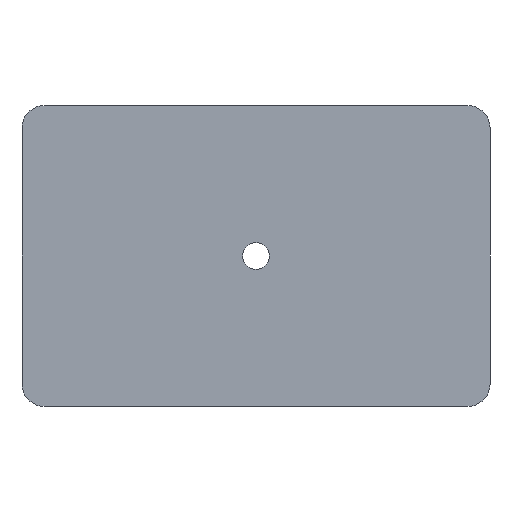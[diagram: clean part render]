
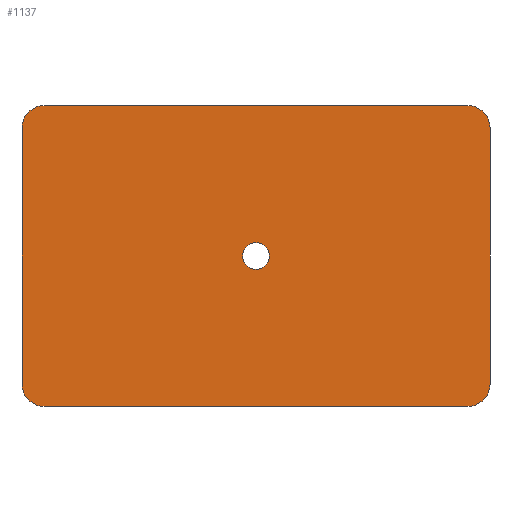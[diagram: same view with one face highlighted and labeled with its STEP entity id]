
A CAD part, front view. The second image highlights one B-rep face of the part: STEP entity #1137.
In plain terms, the highlighted planar face has unit normal (0, -1, 0).
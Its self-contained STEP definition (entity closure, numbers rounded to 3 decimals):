
#28=FACE_BOUND('',#192,.T.);
#61=PLANE('',#1261);
#120=FACE_OUTER_BOUND('',#191,.T.);
#191=EDGE_LOOP('',(#1045,#1046,#1047,#1048,#1049,#1050,#1051,#1052));
#192=EDGE_LOOP('',(#1053));
#273=LINE('',#1820,#383);
#284=LINE('',#1855,#394);
#287=LINE('',#1863,#397);
#289=LINE('',#1869,#399);
#383=VECTOR('',#1470,10.);
#394=VECTOR('',#1503,10.);
#397=VECTOR('',#1512,10.);
#399=VECTOR('',#1520,10.);
#441=CIRCLE('',#1204,3.);
#445=CIRCLE('',#1213,5.);
#453=CIRCLE('',#1224,5.);
#454=CIRCLE('',#1227,5.);
#455=CIRCLE('',#1230,5.);
#533=VERTEX_POINT('',#1782);
#542=VERTEX_POINT('',#1810);
#543=VERTEX_POINT('',#1812);
#545=VERTEX_POINT('',#1818);
#557=VERTEX_POINT('',#1849);
#558=VERTEX_POINT('',#1853);
#559=VERTEX_POINT('',#1857);
#560=VERTEX_POINT('',#1861);
#561=VERTEX_POINT('',#1865);
#666=EDGE_CURVE('',#533,#533,#441,.T.);
#680=EDGE_CURVE('',#542,#543,#445,.T.);
#684=EDGE_CURVE('',#542,#545,#273,.T.);
#701=EDGE_CURVE('',#557,#545,#453,.T.);
#703=EDGE_CURVE('',#557,#558,#284,.T.);
#705=EDGE_CURVE('',#559,#558,#454,.T.);
#707=EDGE_CURVE('',#559,#560,#287,.T.);
#709=EDGE_CURVE('',#561,#560,#455,.T.);
#710=EDGE_CURVE('',#561,#543,#289,.T.);
#1045=ORIENTED_EDGE('',*,*,#680,.F.);
#1046=ORIENTED_EDGE('',*,*,#684,.T.);
#1047=ORIENTED_EDGE('',*,*,#701,.F.);
#1048=ORIENTED_EDGE('',*,*,#703,.T.);
#1049=ORIENTED_EDGE('',*,*,#705,.F.);
#1050=ORIENTED_EDGE('',*,*,#707,.T.);
#1051=ORIENTED_EDGE('',*,*,#709,.F.);
#1052=ORIENTED_EDGE('',*,*,#710,.T.);
#1053=ORIENTED_EDGE('',*,*,#666,.T.);
#1137=ADVANCED_FACE('',(#120,#28),#61,.F.);
#1204=AXIS2_PLACEMENT_3D('',#1784,#1435,#1436);
#1213=AXIS2_PLACEMENT_3D('',#1813,#1463,#1464);
#1224=AXIS2_PLACEMENT_3D('',#1851,#1498,#1499);
#1227=AXIS2_PLACEMENT_3D('',#1859,#1507,#1508);
#1230=AXIS2_PLACEMENT_3D('',#1867,#1516,#1517);
#1261=AXIS2_PLACEMENT_3D('',#1921,#1592,#1593);
#1435=DIRECTION('center_axis',(0.,1.,0.));
#1436=DIRECTION('ref_axis',(-1.,0.,0.));
#1463=DIRECTION('center_axis',(0.,1.,0.));
#1464=DIRECTION('ref_axis',(-0.707,0.,-0.707));
#1470=DIRECTION('',(1.,0.,0.));
#1498=DIRECTION('center_axis',(0.,1.,0.));
#1499=DIRECTION('ref_axis',(0.707,0.,-0.707));
#1503=DIRECTION('',(0.,0.,1.));
#1507=DIRECTION('center_axis',(0.,1.,0.));
#1508=DIRECTION('ref_axis',(0.707,0.,0.707));
#1512=DIRECTION('',(-1.,0.,0.));
#1516=DIRECTION('center_axis',(0.,1.,0.));
#1517=DIRECTION('ref_axis',(-0.707,0.,0.707));
#1520=DIRECTION('',(0.,0.,-1.));
#1592=DIRECTION('center_axis',(0.,1.,0.));
#1593=DIRECTION('ref_axis',(1.,0.,0.));
#1782=CARTESIAN_POINT('',(3.,0.,0.));
#1784=CARTESIAN_POINT('Origin',(0.,0.,0.));
#1810=CARTESIAN_POINT('',(-47.5,0.,-33.75));
#1812=CARTESIAN_POINT('',(-52.5,0.,-28.75));
#1813=CARTESIAN_POINT('Origin',(-47.5,0.,-28.75));
#1818=CARTESIAN_POINT('',(47.5,0.,-33.75));
#1820=CARTESIAN_POINT('',(-52.5,0.,-33.75));
#1849=CARTESIAN_POINT('',(52.5,0.,-28.75));
#1851=CARTESIAN_POINT('Origin',(47.5,0.,-28.75));
#1853=CARTESIAN_POINT('',(52.5,0.,28.75));
#1855=CARTESIAN_POINT('',(52.5,0.,-33.75));
#1857=CARTESIAN_POINT('',(47.5,0.,33.75));
#1859=CARTESIAN_POINT('Origin',(47.5,0.,28.75));
#1861=CARTESIAN_POINT('',(-47.5,0.,33.75));
#1863=CARTESIAN_POINT('',(52.5,0.,33.75));
#1865=CARTESIAN_POINT('',(-52.5,0.,28.75));
#1867=CARTESIAN_POINT('Origin',(-47.5,0.,28.75));
#1869=CARTESIAN_POINT('',(-52.5,0.,33.75));
#1921=CARTESIAN_POINT('Origin',(0.,0.,0.));
